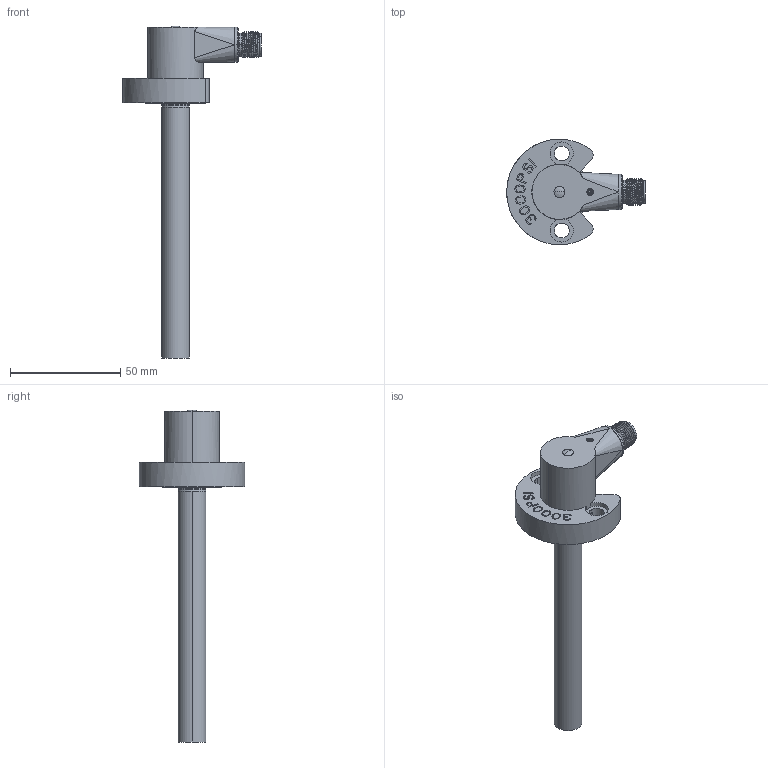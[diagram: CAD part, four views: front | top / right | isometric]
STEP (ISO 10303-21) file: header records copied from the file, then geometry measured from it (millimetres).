
FILE_DESCRIPTION((''),'2;1');
FILE_NAME('NJ2_D_4562_V1','2015-03-02T',('dburns'),(''),'PRO/ENGINEER BY PARAMETRIC TECHNOLOGY CORPORATION, 2014430','PRO/ENGINEER BY PARAMETRIC TECHNOLOGY CORPORATION, 2014430','');
FILE_SCHEMA(('CONFIG_CONTROL_DESIGN'));
Length unit declared in the file: millimetre
Products named in the file (1): NJ2_D_4562_V1
Bounding box: 63 x 48 x 150.9 mm (x, y, z)
Volume: 45806.3 mm3; surface area: 17109.7 mm2
Topology: 1 solids, 5 shells, 652 faces, 1864 edges, 1231 vertices
Faces by surface type: plane 338, cylinder 147, cone 61, torus 60, bspline 30, sphere 16
Entity records: 26638 total; most frequent: CARTESIAN_POINT 9958, ORIENTED_EDGE 3704, DIRECTION 3213, EDGE_CURVE 1852, VERTEX_POINT 1231, AXIS2_PLACEMENT_3D 1105, VECTOR 1003, LINE 1003
